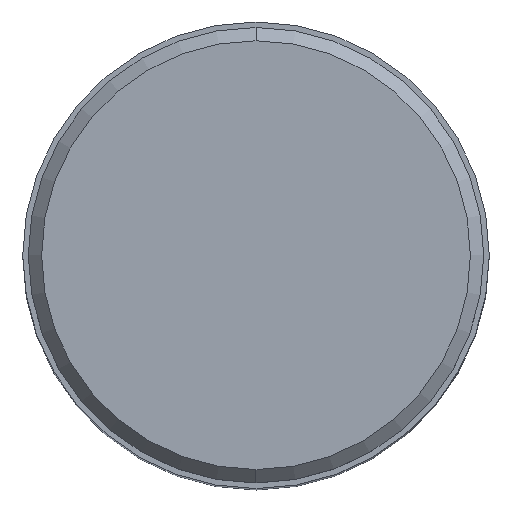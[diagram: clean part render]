
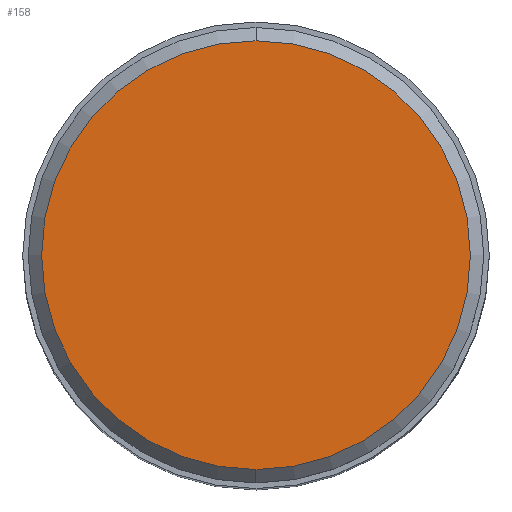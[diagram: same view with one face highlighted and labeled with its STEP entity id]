
A CAD part, top view. The second image highlights one B-rep face of the part: STEP entity #158.
In plain terms, the highlighted planar face has unit normal (0, 0, 1).
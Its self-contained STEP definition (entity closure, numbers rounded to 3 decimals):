
#117=FACE_OUTER_BOUND('',#213,.T.);
#158=ADVANCED_FACE('',(#117),#163,.F.);
#163=PLANE('',#863);
#213=EDGE_LOOP('',(#380,#381));
#380=ORIENTED_EDGE('',*,*,#513,.T.);
#381=ORIENTED_EDGE('',*,*,#511,.T.);
#428=VERTEX_POINT('',#1469);
#429=VERTEX_POINT('',#1471);
#511=EDGE_CURVE('',#429,#428,#584,.T.);
#513=EDGE_CURVE('',#428,#429,#585,.T.);
#584=CIRCLE('',#859,19.3);
#585=CIRCLE('',#861,19.3);
#859=AXIS2_PLACEMENT_3D('',#1470,#1113,#1114);
#861=AXIS2_PLACEMENT_3D('',#1474,#1118,#1119);
#863=AXIS2_PLACEMENT_3D('',#1476,#1122,#1123);
#1113=DIRECTION('',(0.,0.,1.));
#1114=DIRECTION('',(0.,1.,0.));
#1118=DIRECTION('',(0.,0.,1.));
#1119=DIRECTION('',(0.,-1.,0.));
#1122=DIRECTION('',(0.,0.,-1.));
#1123=DIRECTION('',(1.,0.,0.));
#1469=CARTESIAN_POINT('',(0.,-19.3,0.));
#1470=CARTESIAN_POINT('',(0.,0.,0.));
#1471=CARTESIAN_POINT('',(0.,19.3,0.));
#1474=CARTESIAN_POINT('',(0.,0.,0.));
#1476=CARTESIAN_POINT('',(0.,0.,0.));
